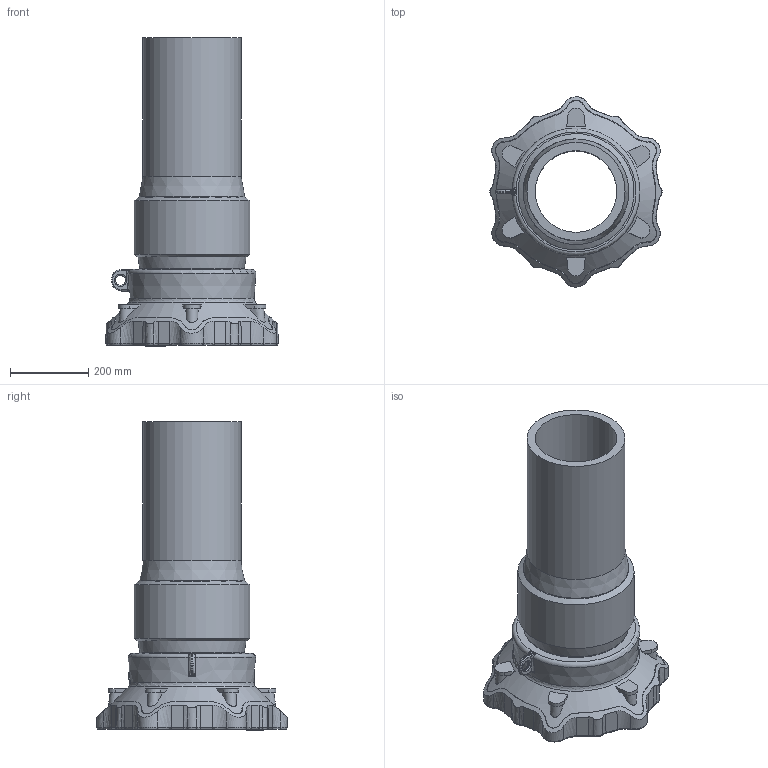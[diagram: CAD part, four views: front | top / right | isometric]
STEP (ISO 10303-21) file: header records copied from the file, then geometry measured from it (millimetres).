
FILE_DESCRIPTION (( 'STEP AP203' ), '1' );
FILE_NAME ('O_635_DN250_250mm_AA3_step.step', '2016-10-13T07:49:53', ( 'Windows User' ), ( 'AVK' ), 'SwSTEP 2.0', 'SolidWorks 2012', '' );
FILE_SCHEMA (( 'CONFIG_CONTROL_DESIGN' ));
Length unit declared in the file: millimetre
Products named in the file (1): O_635_DN250_250mm_AA3_step
Bounding box: 438.73 x 485.42 x 786.19 mm (x, y, z)
Volume: 27226137.4 mm3; surface area: 1456592.2 mm2
Topology: 1 solids, 1 shells, 386 faces, 1018 edges, 645 vertices
Faces by surface type: bspline 190, plane 109, cylinder 59, cone 17, torus 11
Full cylindrical faces by diameter (mm): 208 x1, 250 x1, 266 x1, 268.2 x1, 296.2 x1
Entity records: 22217 total; most frequent: CARTESIAN_POINT 14389, ORIENTED_EDGE 1972, DIRECTION 1110, EDGE_CURVE 986, VERTEX_POINT 637, EDGE_LOOP 425, FACE_OUTER_BOUND 397, AXIS2_PLACEMENT_3D 397
